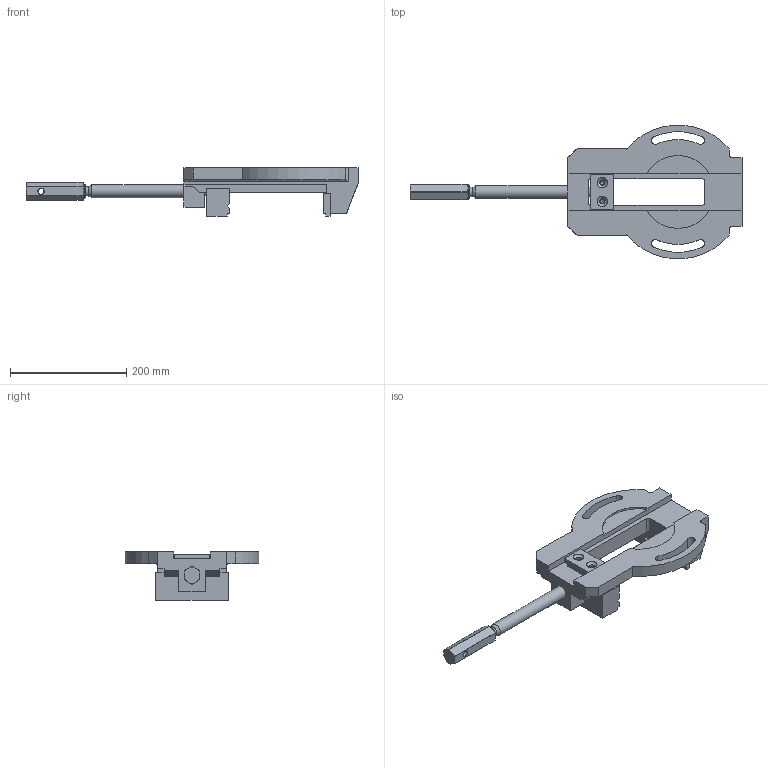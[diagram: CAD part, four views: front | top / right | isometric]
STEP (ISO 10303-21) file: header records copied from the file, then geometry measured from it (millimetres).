
FILE_DESCRIPTION(/* description */ (''),/* implementation_level */ '2;1');
FILE_NAME(/* name */ '82_125_Mordaza.stp',/* time_stamp */ '2013-07-31T10:40:46+02:00',/* author */ (''),/* organization */ (''),/* preprocessor_version */ 'ST-DEVELOPER v11',/* originating_system */ 'SIEMENS PLM Software NX 7.5',/* authorisation */ '');
FILE_SCHEMA (('AUTOMOTIVE_DESIGN { 1 0 10303 214 1 1 1 1 }'));
Length unit declared in the file: millimetre
Products named in the file (1): 82_125_Mordaza
Bounding box: 570.5 x 229.39 x 83.5 mm (x, y, z)
Volume: 1815846.3 mm3; surface area: 248111.9 mm2
Topology: 5 solids, 5 shells, 187 faces, 499 edges, 328 vertices
Faces by surface type: plane 111, cylinder 55, cone 18, sphere 2, bspline 1
Full cylindrical faces by diameter (mm): 6.75 x2, 6.8 x1, 6.985 x2, 8.5 x2, 10 x3, 12 x1, 14 x2, 16 x2, 17 x1, 17.25 x1, 18 x1, 22 x2
Entity records: 7058 total; most frequent: CARTESIAN_POINT 1148, DIRECTION 926, ORIENTED_EDGE 898, EDGE_CURVE 449, VERTEX_POINT 316, AXIS2_PLACEMENT_3D 312, LINE 302, VECTOR 302
